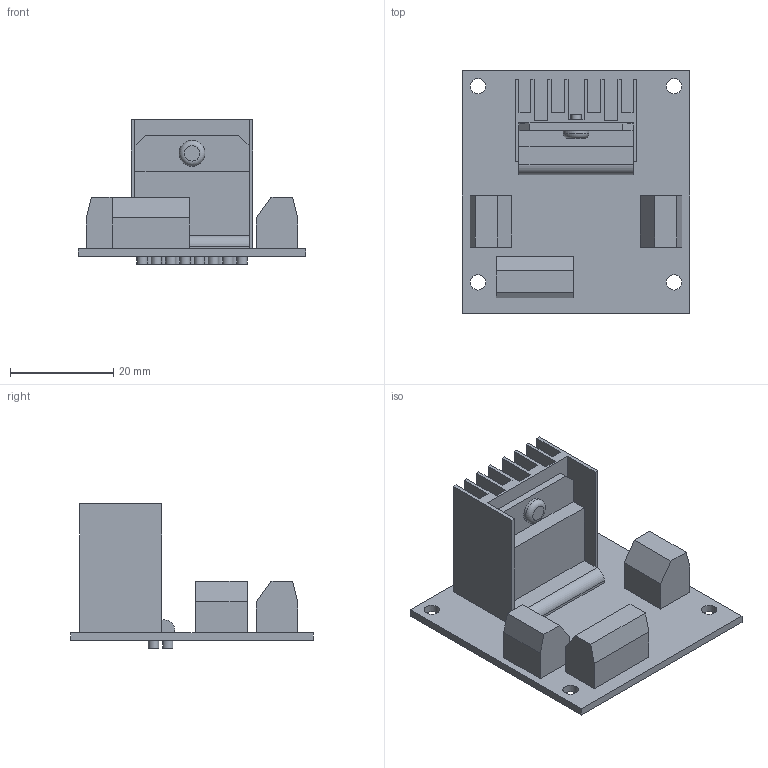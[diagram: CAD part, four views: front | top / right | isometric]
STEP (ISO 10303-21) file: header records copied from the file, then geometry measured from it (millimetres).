
FILE_DESCRIPTION(/* description */ ('Unknown'),/* implementation_level */ '2;1');
FILE_NAME(/* name */ 'L298D_PonteHV1_0',/* time_stamp */ '2019-06-20T17:06:10-03:00',/* author */ ('Unknown'),/* organization */ ('Unknown'),/* preprocessor_version */ 'ST-DEVELOPER v16.7',/* originating_system */ 'DEX',/* authorisation */ $);
FILE_SCHEMA (('AUTOMOTIVE_DESIGN {1 0 10303 214 3 1 1}'));
Length unit declared in the file: millimetre
Products named in the file (1): L298D_PonteHV1_0
Bounding box: 44 x 47 x 28 mm (x, y, z)
Volume: 9727 mm3; surface area: 10279.9 mm2
Topology: 1 solids, 1 shells, 114 faces, 275 edges, 184 vertices
Faces by surface type: plane 91, cylinder 22, torus 1
Full cylindrical faces by diameter (mm): 2 x16, 3 x4, 5 x1
Entity records: 3987 total; most frequent: CARTESIAN_POINT 542, DIRECTION 523, ORIENTED_EDGE 496, EDGE_CURVE 248, LINE 203, VECTOR 203, VERTEX_POINT 179, EDGE_LOOP 165
